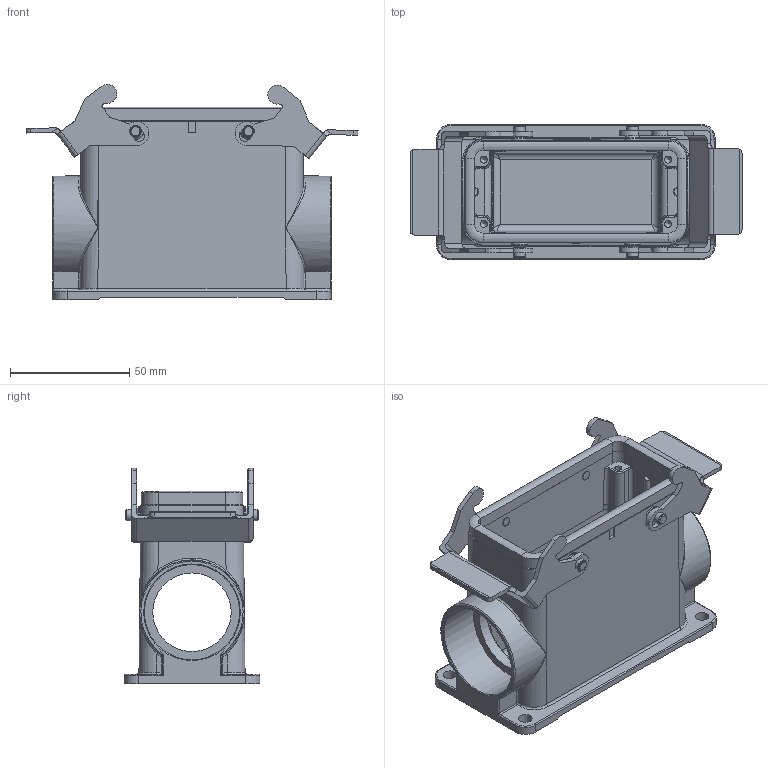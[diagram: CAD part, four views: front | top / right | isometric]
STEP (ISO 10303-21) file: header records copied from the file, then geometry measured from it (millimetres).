
FILE_DESCRIPTION((''),'2;1');
FILE_NAME('04300160272.stp','2020-07-07T14:36:02',('e.eickhoff'),(''),'Autodesk Inventor 2012','Autodesk Inventor 2012','');
FILE_SCHEMA(('AUTOMOTIVE_DESIGN { 1 0 10303 214 1 1 1 1 }'));
Length unit declared in the file: millimetre
Products named in the file (3): 04300160272; Metallbügel Quer
Assembly tree (3 placements, depth 2):
  04300160272
    04300160272
    Metallbügel Quer  x2
Bounding box: 139.49 x 57 x 90.45 mm (x, y, z)
Volume: 126812.6 mm3; surface area: 67065.3 mm2
Topology: 3 solids, 3 shells, 516 faces, 1321 edges, 826 vertices
Faces by surface type: plane 234, cylinder 178, bspline 56, torus 26, cone 22
Full cylindrical faces by diameter (mm): 1.342 x1, 1.969 x1, 3 x4, 4 x4, 4.8 x4, 5.6 x4, 7 x4, 33 x2, 40 x2
Entity records: 16827 total; most frequent: CARTESIAN_POINT 5508, DIRECTION 2237, ORIENTED_EDGE 2192, EDGE_CURVE 1096, AXIS2_PLACEMENT_3D 801, VERTEX_POINT 714, VECTOR 635, LINE 635
